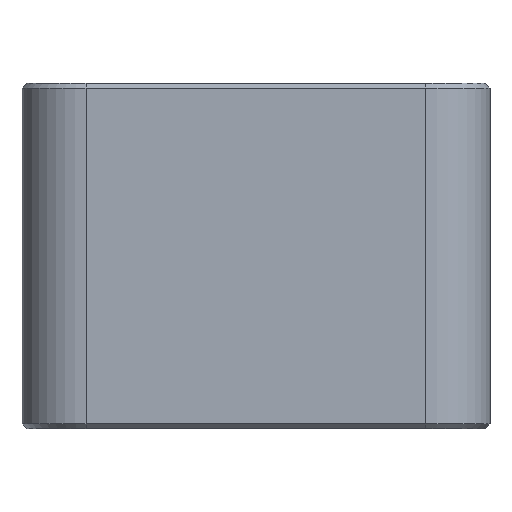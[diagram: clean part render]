
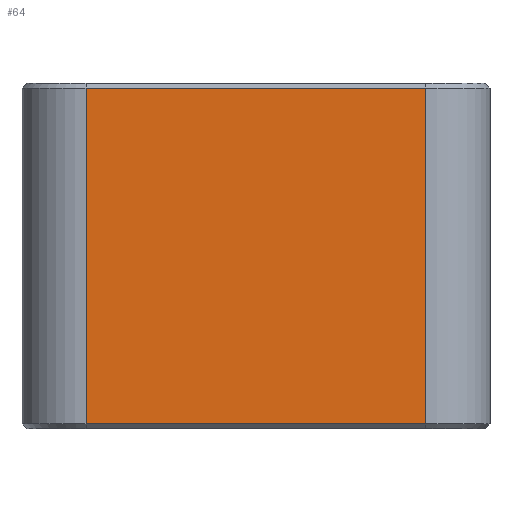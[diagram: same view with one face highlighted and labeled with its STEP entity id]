
A CAD part, front view. The second image highlights one B-rep face of the part: STEP entity #64.
In plain terms, the highlighted planar face has unit normal (0, -1, 0).
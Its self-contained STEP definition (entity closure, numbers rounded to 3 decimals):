
#64=ADVANCED_FACE('',(#181),#183,.T.);
#181=FACE_BOUND('',#182,.T.);
#182=EDGE_LOOP('',(#515,#516,#517,#518));
#183=PLANE('',#184);
#184=AXIS2_PLACEMENT_3D('',#185,#186,#187);
#185=CARTESIAN_POINT('',(-33.968,-15.732,0.));
#186=DIRECTION('',(0.,-1.,0.));
#187=DIRECTION('',(1.,0.,0.));
#515=ORIENTED_EDGE('',*,*,#731,.F.);
#516=ORIENTED_EDGE('',*,*,#732,.F.);
#517=ORIENTED_EDGE('',*,*,#733,.T.);
#518=ORIENTED_EDGE('',*,*,#728,.T.);
#728=EDGE_CURVE('',#874,#871,#875,.T.);
#731=EDGE_CURVE('',#879,#871,#880,.T.);
#732=EDGE_CURVE('',#881,#879,#882,.T.);
#733=EDGE_CURVE('',#881,#874,#883,.T.);
#871=VERTEX_POINT('',#1147);
#874=VERTEX_POINT('',#1153);
#875=LINE('',#1154,#1155);
#879=VERTEX_POINT('',#1165);
#880=LINE('',#1166,#1167);
#881=VERTEX_POINT('',#1169);
#882=LINE('',#1170,#1171);
#883=LINE('',#1173,#1174);
#1147=CARTESIAN_POINT('',(34.848,-15.732,69.));
#1153=CARTESIAN_POINT('',(34.848,-15.732,1.));
#1154=CARTESIAN_POINT('',(34.848,-15.732,1.));
#1155=VECTOR('',#1156,1.);
#1156=DIRECTION('',(0.,0.,1.));
#1165=CARTESIAN_POINT('',(-33.968,-15.732,69.));
#1166=CARTESIAN_POINT('',(-33.968,-15.732,69.));
#1167=VECTOR('',#1168,1.);
#1168=DIRECTION('',(1.,0.,0.));
#1169=CARTESIAN_POINT('',(-33.968,-15.732,1.));
#1170=CARTESIAN_POINT('',(-33.968,-15.732,1.));
#1171=VECTOR('',#1172,1.);
#1172=DIRECTION('',(0.,0.,1.));
#1173=CARTESIAN_POINT('',(-33.968,-15.732,1.));
#1174=VECTOR('',#1175,1.);
#1175=DIRECTION('',(1.,0.,0.));
